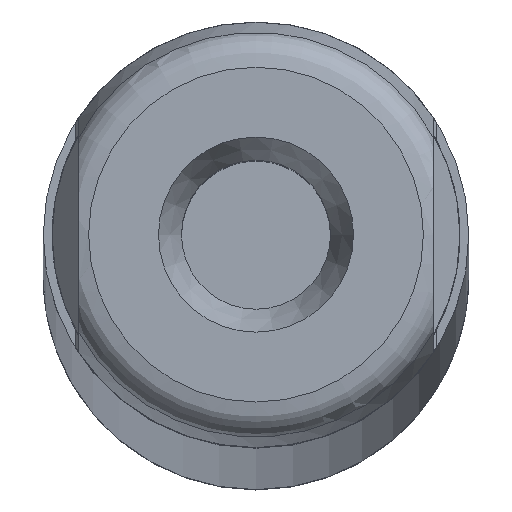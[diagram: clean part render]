
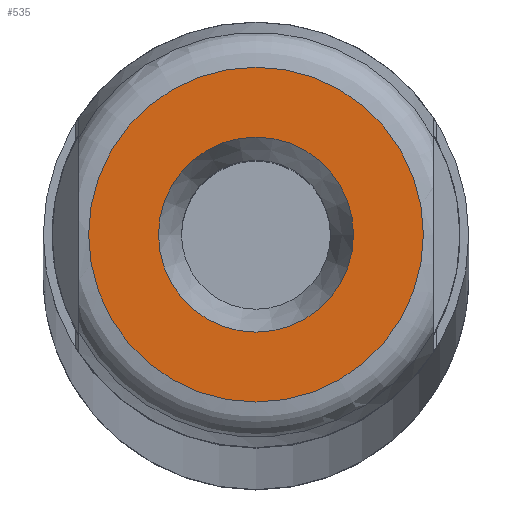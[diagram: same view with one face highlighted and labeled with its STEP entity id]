
A CAD part, top view. The second image highlights one B-rep face of the part: STEP entity #535.
In plain terms, the highlighted planar face has unit normal (0, 0, 1).
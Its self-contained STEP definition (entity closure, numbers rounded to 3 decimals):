
#42 = EDGE_LOOP ( 'NONE', ( #482 ) ) ;
#163 = PLANE ( 'NONE',  #501 ) ;
#171 = DIRECTION ( 'NONE',  ( -1., 0., 0. ) ) ;
#175 = DIRECTION ( 'NONE',  ( 0., 0., 1. ) ) ;
#252 = ORIENTED_EDGE ( 'NONE', *, *, #774, .T. ) ;
#274 = CARTESIAN_POINT ( 'NONE',  ( 0., 0., 0. ) ) ;
#296 = AXIS2_PLACEMENT_3D ( 'NONE', #476, #175, #1210 ) ;
#307 = EDGE_LOOP ( 'NONE', ( #252 ) ) ;
#394 = FACE_BOUND ( 'NONE', #42, .T. ) ;
#476 = CARTESIAN_POINT ( 'NONE',  ( 0., 0., 0. ) ) ;
#482 = ORIENTED_EDGE ( 'NONE', *, *, #832, .F. ) ;
#501 = AXIS2_PLACEMENT_3D ( 'NONE', #274, #897, #171 ) ;
#524 = DIRECTION ( 'NONE',  ( 0., 0., 1. ) ) ;
#535 = ADVANCED_FACE ( 'NONE', ( #394, #1132 ), #163, .F. ) ;
#697 = VERTEX_POINT ( 'NONE', #722 ) ;
#722 = CARTESIAN_POINT ( 'NONE',  ( 4.72, 0., 0. ) ) ;
#736 = DIRECTION ( 'NONE',  ( 1., 0., 0. ) ) ;
#774 = EDGE_CURVE ( 'NONE', #697, #697, #903, .T. ) ;
#818 = CIRCLE ( 'NONE', #1331, 2.75 ) ;
#832 = EDGE_CURVE ( 'NONE', #1059, #1059, #818, .T. ) ;
#897 = DIRECTION ( 'NONE',  ( 0., 0., -1. ) ) ;
#903 = CIRCLE ( 'NONE', #296, 4.72 ) ;
#935 = CARTESIAN_POINT ( 'NONE',  ( 0., 0., 0. ) ) ;
#1059 = VERTEX_POINT ( 'NONE', #1279 ) ;
#1132 = FACE_OUTER_BOUND ( 'NONE', #307, .T. ) ;
#1210 = DIRECTION ( 'NONE',  ( 1., 0., 0. ) ) ;
#1279 = CARTESIAN_POINT ( 'NONE',  ( 2.75, 0., 0. ) ) ;
#1331 = AXIS2_PLACEMENT_3D ( 'NONE', #935, #524, #736 ) ;
